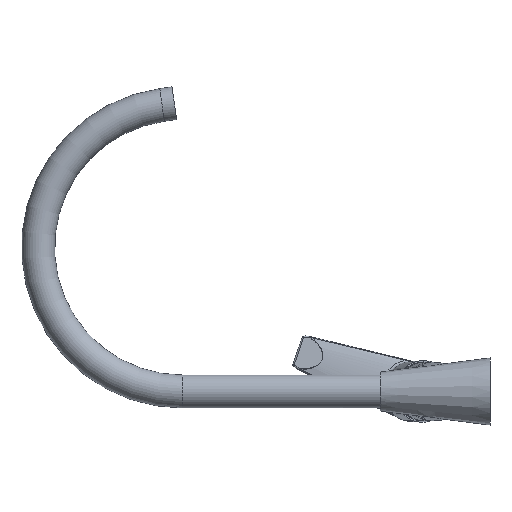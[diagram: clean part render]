
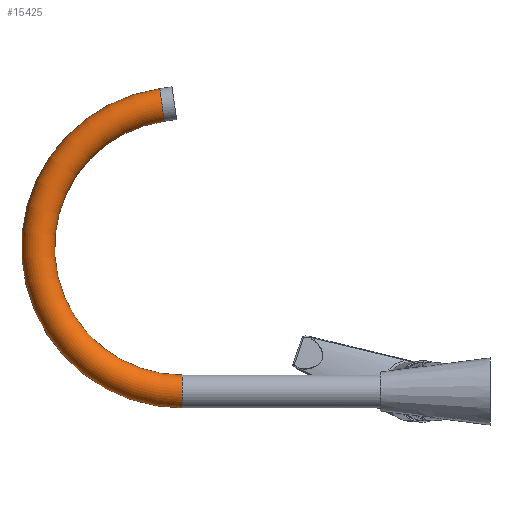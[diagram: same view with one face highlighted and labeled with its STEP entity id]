
A CAD part, left-side view. The second image highlights one B-rep face of the part: STEP entity #15425.
In plain terms, the highlighted toroidal (fillet/blend) face has major radius 104.884 mm and minor radius 12 mm.
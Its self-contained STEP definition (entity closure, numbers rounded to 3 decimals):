
#950 = DIRECTION ( 'NONE',  ( 0., 0., -1. ) ) ;
#2700 = EDGE_CURVE ( 'NONE', #59025, #8858, #3826, .T. ) ;
#2971 = DIRECTION ( 'NONE',  ( 1., 0., 0. ) ) ;
#3624 = ORIENTED_EDGE ( 'NONE', *, *, #2700, .T. ) ;
#3826 = CIRCLE ( 'NONE', #30836, 92.884 ) ;
#4035 = CARTESIAN_POINT ( 'NONE',  ( 0., 224.315, -12. ) ) ;
#6042 = AXIS2_PLACEMENT_3D ( 'NONE', #37001, #48918, #950 ) ;
#7529 = VERTEX_POINT ( 'NONE', #50267 ) ;
#8858 = VERTEX_POINT ( 'NONE', #19617 ) ;
#9519 = AXIS2_PLACEMENT_3D ( 'NONE', #27271, #21132, #74208 ) ;
#10195 = DIRECTION ( 'NONE',  ( -1., 0., 0. ) ) ;
#10346 = AXIS2_PLACEMENT_3D ( 'NONE', #16700, #62873, #10195 ) ;
#10939 = EDGE_CURVE ( 'NONE', #7529, #8858, #57273, .T. ) ;
#12308 = CARTESIAN_POINT ( 'NONE',  ( 0., 238.912, 208.747 ) ) ;
#13188 = TOROIDAL_SURFACE ( 'NONE', #9519, 104.884, 12. ) ;
#14027 = EDGE_LOOP ( 'NONE', ( #31817, #33245, #3624, #40761 ) ) ;
#15425 = ADVANCED_FACE ( 'NONE', ( #38779 ), #13188, .T. ) ;
#16700 = CARTESIAN_POINT ( 'NONE',  ( 0., 224.315, 0. ) ) ;
#19617 = CARTESIAN_POINT ( 'NONE',  ( 0., 237.242, 196.864 ) ) ;
#21132 = DIRECTION ( 'NONE',  ( 1., 0., 0. ) ) ;
#26241 = CARTESIAN_POINT ( 'NONE',  ( 0., 224.315, 12. ) ) ;
#27271 = CARTESIAN_POINT ( 'NONE',  ( 0., 224.315, 104.884 ) ) ;
#30836 = AXIS2_PLACEMENT_3D ( 'NONE', #72566, #2971, #71801 ) ;
#31817 = ORIENTED_EDGE ( 'NONE', *, *, #53898, .F. ) ;
#33245 = ORIENTED_EDGE ( 'NONE', *, *, #44166, .T. ) ;
#37001 = CARTESIAN_POINT ( 'NONE',  ( 0., 224.315, 104.884 ) ) ;
#38779 = FACE_OUTER_BOUND ( 'NONE', #14027, .T. ) ;
#39156 = CIRCLE ( 'NONE', #6042, 116.884 ) ;
#40761 = ORIENTED_EDGE ( 'NONE', *, *, #10939, .F. ) ;
#43435 = CIRCLE ( 'NONE', #10346, 12. ) ;
#44166 = EDGE_CURVE ( 'NONE', #63322, #59025, #43435, .T. ) ;
#48918 = DIRECTION ( 'NONE',  ( 1., 0., 0. ) ) ;
#50267 = CARTESIAN_POINT ( 'NONE',  ( 0., 240.582, 220.631 ) ) ;
#53898 = EDGE_CURVE ( 'NONE', #63322, #7529, #39156, .T. ) ;
#57273 = CIRCLE ( 'NONE', #69580, 12. ) ;
#59025 = VERTEX_POINT ( 'NONE', #26241 ) ;
#62873 = DIRECTION ( 'NONE',  ( 0., 1., 0. ) ) ;
#63322 = VERTEX_POINT ( 'NONE', #4035 ) ;
#65004 = DIRECTION ( 'NONE',  ( 0., -0.99, 0.139 ) ) ;
#69580 = AXIS2_PLACEMENT_3D ( 'NONE', #12308, #65004, #70767 ) ;
#70767 = DIRECTION ( 'NONE',  ( -1., 0., 0. ) ) ;
#71801 = DIRECTION ( 'NONE',  ( 0., 0., -1. ) ) ;
#72566 = CARTESIAN_POINT ( 'NONE',  ( 0., 224.315, 104.884 ) ) ;
#74208 = DIRECTION ( 'NONE',  ( 0., 0., -1. ) ) ;
